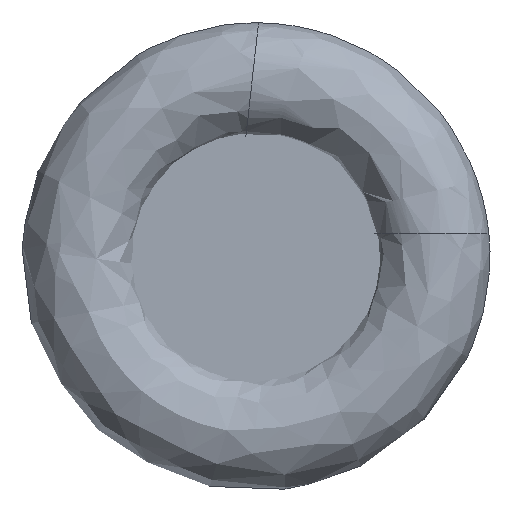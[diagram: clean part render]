
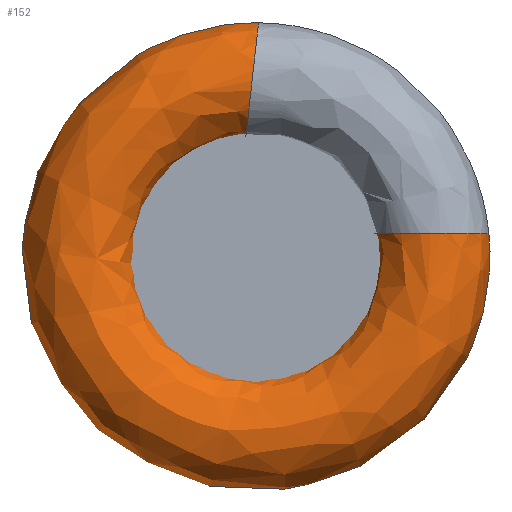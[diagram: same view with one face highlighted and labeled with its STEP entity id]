
A CAD part, left-side view. The second image highlights one B-rep face of the part: STEP entity #152.
In plain terms, the highlighted free-form (B-spline) face has degree [3, 3] with [7, 7] control points.
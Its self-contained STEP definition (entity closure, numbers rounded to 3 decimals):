
#152=ADVANCED_FACE('',(#169,#170),#166,.F.);
#166=(
BOUNDED_SURFACE()
B_SPLINE_SURFACE(3,3,((#362,#363,#364,#365,#366,#367,#368),(#369,#370,#371,
#372,#373,#374,#375),(#376,#377,#378,#379,#380,#381,#382),(#383,#384,#385,
#386,#387,#388,#389),(#390,#391,#392,#393,#394,#395,#396),(#397,#398,#399,
#400,#401,#402,#403),(#404,#405,#406,#407,#408,#409,#410)),
 .UNSPECIFIED.,.T.,.F.,.F.)
B_SPLINE_SURFACE_WITH_KNOTS((1,3,3,3,1),(4,3,4),(-0.5,0.,0.5,1.,1.5),(0.,
0.5,1.),.UNSPECIFIED.)
GEOMETRIC_REPRESENTATION_ITEM()
RATIONAL_B_SPLINE_SURFACE(((1.,0.571,0.571,1.,0.571,
0.571,1.),(0.333,0.19,0.19,
0.333,0.19,0.19,0.333),
(0.333,0.19,0.19,0.333,
0.19,0.19,0.333),(1.,0.571,
0.571,1.,0.571,0.571,1.),(0.333,
0.19,0.19,0.333,0.19,
0.19,0.333),(0.333,0.19,
0.19,0.333,0.19,0.19,
0.333),(1.,0.571,0.571,1.,0.571,
0.571,1.)))
REPRESENTATION_ITEM('')
SURFACE()
);
#169=FACE_BOUND('',#193,.T.);
#170=FACE_BOUND('',#194,.T.);
#193=EDGE_LOOP('',(#219));
#194=EDGE_LOOP('',(#220));
#219=ORIENTED_EDGE('',*,*,#258,.T.);
#220=ORIENTED_EDGE('',*,*,#259,.F.);
#245=VERTEX_POINT('',#359);
#246=VERTEX_POINT('',#361);
#258=EDGE_CURVE('',#245,#245,#271,.T.);
#259=EDGE_CURVE('',#246,#246,#272,.T.);
#271=CIRCLE('',#285,5.);
#272=CIRCLE('',#286,5.);
#285=AXIS2_PLACEMENT_3D('',#358,#310,#311);
#286=AXIS2_PLACEMENT_3D('',#360,#312,#313);
#310=DIRECTION('',(0.,0.994,0.111));
#311=DIRECTION('',(1.,0.,0.));
#312=DIRECTION('',(0.,0.,1.));
#313=DIRECTION('',(1.,0.,0.));
#358=CARTESIAN_POINT('',(5.,0.332,15.03));
#359=CARTESIAN_POINT('',(10.,0.332,15.03));
#360=CARTESIAN_POINT('',(5.,-14.9,2.));
#361=CARTESIAN_POINT('',(10.,-14.9,2.));
#362=CARTESIAN_POINT('',(10.,-14.9,2.));
#363=CARTESIAN_POINT('',(10.,-17.08,-14.245));
#364=CARTESIAN_POINT('',(10.,-2.683,-22.078));
#365=CARTESIAN_POINT('',(10.,9.772,-11.424));
#366=CARTESIAN_POINT('',(10.,22.227,-0.769));
#367=CARTESIAN_POINT('',(10.,16.718,14.668));
#368=CARTESIAN_POINT('',(10.,0.332,15.03));
#369=CARTESIAN_POINT('',(10.,-4.9,2.));
#370=CARTESIAN_POINT('',(10.,-7.08,-3.342));
#371=CARTESIAN_POINT('',(10.,-2.868,-7.285));
#372=CARTESIAN_POINT('',(10.,2.319,-4.757));
#373=CARTESIAN_POINT('',(10.,7.505,-2.229));
#374=CARTESIAN_POINT('',(10.,6.994,3.518));
#375=CARTESIAN_POINT('',(10.,1.443,5.092));
#376=CARTESIAN_POINT('',(0.,-4.9,2.));
#377=CARTESIAN_POINT('',(0.,-7.08,-3.342));
#378=CARTESIAN_POINT('',(0.,-2.868,-7.285));
#379=CARTESIAN_POINT('',(0.,2.319,-4.757));
#380=CARTESIAN_POINT('',(0.,7.505,-2.229));
#381=CARTESIAN_POINT('',(0.,6.994,3.518));
#382=CARTESIAN_POINT('',(0.,1.443,5.092));
#383=CARTESIAN_POINT('',(0.,-14.9,2.));
#384=CARTESIAN_POINT('',(0.,-17.08,-14.245));
#385=CARTESIAN_POINT('',(0.,-2.683,-22.078));
#386=CARTESIAN_POINT('',(0.,9.772,-11.424));
#387=CARTESIAN_POINT('',(0.,22.227,-0.769));
#388=CARTESIAN_POINT('',(0.,16.718,14.668));
#389=CARTESIAN_POINT('',(0.,0.332,15.03));
#390=CARTESIAN_POINT('',(0.,-24.9,2.));
#391=CARTESIAN_POINT('',(0.,-27.08,-25.147));
#392=CARTESIAN_POINT('',(0.,-2.498,-36.871));
#393=CARTESIAN_POINT('',(0.,17.226,-18.09));
#394=CARTESIAN_POINT('',(0.,36.949,0.69));
#395=CARTESIAN_POINT('',(0.,26.443,25.817));
#396=CARTESIAN_POINT('',(0.,-0.779,24.968));
#397=CARTESIAN_POINT('',(10.,-24.9,2.));
#398=CARTESIAN_POINT('',(10.,-27.08,-25.147));
#399=CARTESIAN_POINT('',(10.,-2.498,-36.871));
#400=CARTESIAN_POINT('',(10.,17.226,-18.09));
#401=CARTESIAN_POINT('',(10.,36.949,0.69));
#402=CARTESIAN_POINT('',(10.,26.443,25.817));
#403=CARTESIAN_POINT('',(10.,-0.779,24.968));
#404=CARTESIAN_POINT('',(10.,-14.9,2.));
#405=CARTESIAN_POINT('',(10.,-17.08,-14.245));
#406=CARTESIAN_POINT('',(10.,-2.683,-22.078));
#407=CARTESIAN_POINT('',(10.,9.772,-11.424));
#408=CARTESIAN_POINT('',(10.,22.227,-0.769));
#409=CARTESIAN_POINT('',(10.,16.718,14.668));
#410=CARTESIAN_POINT('',(10.,0.332,15.03));
